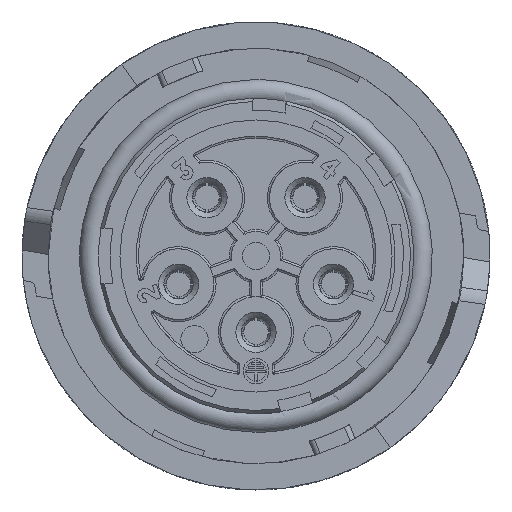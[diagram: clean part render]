
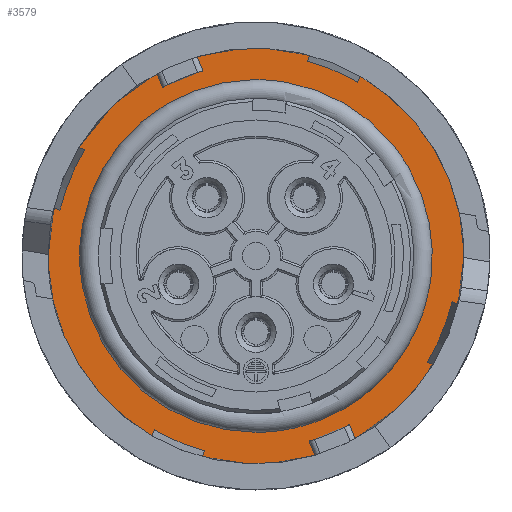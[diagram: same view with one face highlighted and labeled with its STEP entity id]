
A CAD part, left-side view. The second image highlights one B-rep face of the part: STEP entity #3579.
In plain terms, the highlighted planar face has unit normal (-1, 0, 0).
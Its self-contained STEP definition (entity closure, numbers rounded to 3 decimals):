
#1863=LINE('',#20671,#2723);
#1864=LINE('',#20680,#2724);
#1865=LINE('',#20687,#2725);
#1866=LINE('',#20696,#2726);
#2723=VECTOR('',#15141,1.);
#2724=VECTOR('',#15148,1.);
#2725=VECTOR('',#15151,1.);
#2726=VECTOR('',#15158,1.);
#3579=ADVANCED_FACE('',(#4520,#4521),#4222,.F.);
#4222=PLANE('',#13298);
#4520=FACE_BOUND('',#4911,.T.);
#4521=FACE_BOUND('',#4912,.T.);
#4911=EDGE_LOOP('',(#6688,#6689,#6690,#6691,#6692,#6693,#6694,#6695));
#4912=EDGE_LOOP('',(#6696));
#6688=ORIENTED_EDGE('',*,*,#11130,.T.);
#6689=ORIENTED_EDGE('',*,*,#11131,.F.);
#6690=ORIENTED_EDGE('',*,*,#11120,.F.);
#6691=ORIENTED_EDGE('',*,*,#11133,.F.);
#6692=ORIENTED_EDGE('',*,*,#11135,.T.);
#6693=ORIENTED_EDGE('',*,*,#11136,.F.);
#6694=ORIENTED_EDGE('',*,*,#11124,.F.);
#6695=ORIENTED_EDGE('',*,*,#11128,.F.);
#6696=ORIENTED_EDGE('',*,*,#11137,.T.);
#9677=VERTEX_POINT('',#20644);
#9679=VERTEX_POINT('',#20647);
#9682=VERTEX_POINT('',#20656);
#9683=VERTEX_POINT('',#20658);
#9685=VERTEX_POINT('',#20670);
#9686=VERTEX_POINT('',#20677);
#9687=VERTEX_POINT('',#20686);
#9688=VERTEX_POINT('',#20693);
#9689=VERTEX_POINT('',#20699);
#11120=EDGE_CURVE('',#9677,#9679,#12585,.T.);
#11124=EDGE_CURVE('',#9682,#9683,#12586,.T.);
#11128=EDGE_CURVE('',#9685,#9682,#1863,.T.);
#11130=EDGE_CURVE('',#9685,#9686,#12587,.T.);
#11131=EDGE_CURVE('',#9679,#9686,#1864,.T.);
#11133=EDGE_CURVE('',#9687,#9677,#1865,.T.);
#11135=EDGE_CURVE('',#9687,#9688,#12588,.T.);
#11136=EDGE_CURVE('',#9683,#9688,#1866,.T.);
#11137=EDGE_CURVE('',#9689,#9689,#12589,.T.);
#12585=CIRCLE('',#13286,19.1);
#12586=CIRCLE('',#13287,19.1);
#12587=CIRCLE('',#13290,18.5);
#12588=CIRCLE('',#13294,18.5);
#12589=CIRCLE('',#13297,15.1);
#13286=AXIS2_PLACEMENT_3D('',#20646,#15132,#15133);
#13287=AXIS2_PLACEMENT_3D('',#20657,#15136,#15137);
#13290=AXIS2_PLACEMENT_3D('',#20678,#15144,#15145);
#13294=AXIS2_PLACEMENT_3D('',#20694,#15154,#15155);
#13297=AXIS2_PLACEMENT_3D('',#20698,#15161,#15162);
#13298=AXIS2_PLACEMENT_3D('',#20700,#15163,#15164);
#15132=DIRECTION('',(1.,0.,0.));
#15133=DIRECTION('',(0.,0.,-1.));
#15136=DIRECTION('',(1.,0.,0.));
#15137=DIRECTION('',(0.,0.,-1.));
#15141=DIRECTION('',(0.,-0.383,0.924));
#15144=DIRECTION('',(-1.,0.,0.));
#15145=DIRECTION('',(0.,-0.504,0.864));
#15148=DIRECTION('',(0.,0.383,-0.924));
#15151=DIRECTION('',(0.,0.383,-0.924));
#15154=DIRECTION('',(-1.,0.,0.));
#15155=DIRECTION('',(0.,0.504,-0.864));
#15158=DIRECTION('',(0.,-0.383,0.924));
#15161=DIRECTION('',(1.,0.,0.));
#15162=DIRECTION('',(0.,0.,-1.));
#15163=DIRECTION('',(1.,0.,0.));
#15164=DIRECTION('',(0.,0.,-1.));
#20644=CARTESIAN_POINT('',(-40.459,17.23,-16.538));
#20646=CARTESIAN_POINT('',(-40.459,7.674,0.));
#20647=CARTESIAN_POINT('',(-40.459,2.737,18.451));
#20656=CARTESIAN_POINT('',(-40.459,-1.882,16.538));
#20657=CARTESIAN_POINT('',(-40.459,7.674,0.));
#20658=CARTESIAN_POINT('',(-40.459,12.611,-18.451));
#20670=CARTESIAN_POINT('',(-40.459,-1.651,15.978));
#20671=CARTESIAN_POINT('',(-40.459,-1.651,15.978));
#20677=CARTESIAN_POINT('',(-40.459,2.969,17.892));
#20678=CARTESIAN_POINT('',(-40.459,7.674,0.));
#20680=CARTESIAN_POINT('',(-40.459,2.737,18.451));
#20686=CARTESIAN_POINT('',(-40.459,16.998,-15.978));
#20687=CARTESIAN_POINT('',(-40.459,16.998,-15.978));
#20693=CARTESIAN_POINT('',(-40.459,12.379,-17.892));
#20694=CARTESIAN_POINT('',(-40.459,7.674,0.));
#20696=CARTESIAN_POINT('',(-40.459,12.611,-18.451));
#20698=CARTESIAN_POINT('',(-40.459,7.674,0.));
#20699=CARTESIAN_POINT('',(-40.459,7.674,-15.1));
#20700=CARTESIAN_POINT('',(-40.459,27.174,0.));
